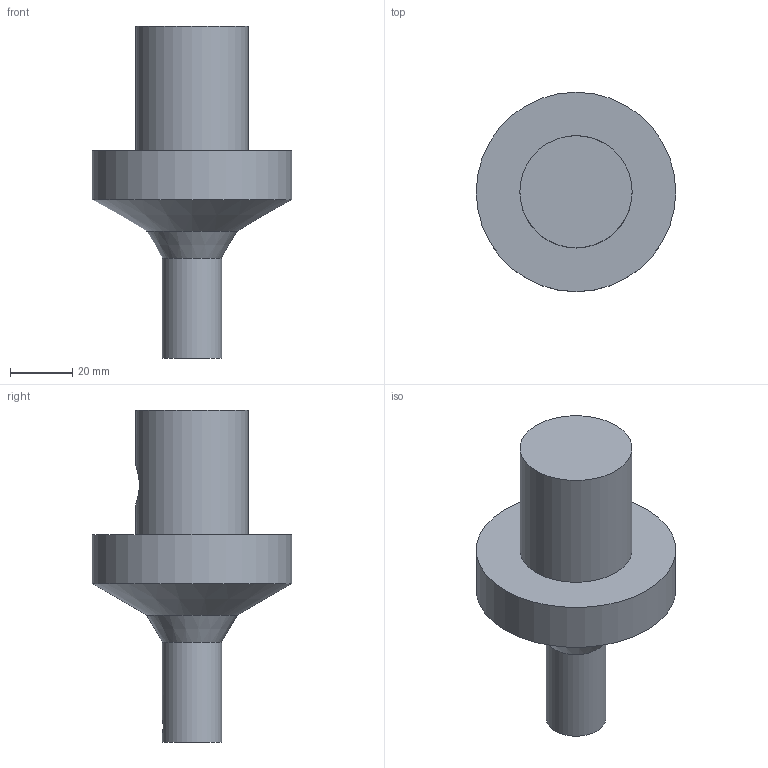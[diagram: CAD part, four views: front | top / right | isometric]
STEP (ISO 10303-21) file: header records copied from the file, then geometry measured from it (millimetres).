
FILE_DESCRIPTION((''),'1');
FILE_NAME('CKB61-67.stp','2022-09-21T05:40:09',(''),(''),'Spatial Interop R21 SP3','Kubotek KeyCreator 2011 V10.0.2 (22737)',' ');
FILE_SCHEMA(('automotive_design'));
Length unit declared in the file: millimetre
Products named in the file (1): 240[2]
Bounding box: 64 x 64 x 106.5 mm (x, y, z)
Volume: 120491.5 mm3; surface area: 17374.1 mm2
Topology: 1 solids, 1 shells, 14 faces, 26 edges, 17 vertices
Faces by surface type: cylinder 6, plane 6, cone 2
Full cylindrical faces by diameter (mm): 4.2 x1, 11 x1, 12.3 x1, 19 x1, 36 x1, 64 x1
Entity records: 750 total; most frequent: CARTESIAN_POINT 242, DIRECTION 52, PRESENTATION_STYLE_ASSIGNMENT 45, COLOUR_RGB 45, STYLED_ITEM 30, CURVE_STYLE 30, DRAUGHTING_PRE_DEFINED_CURVE_FONT 30, ORIENTED_EDGE 30
